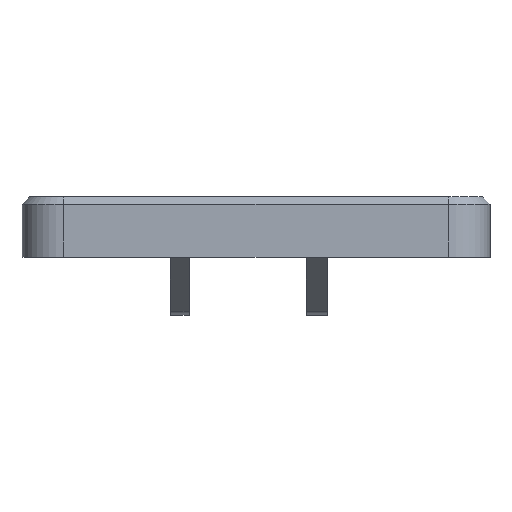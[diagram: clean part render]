
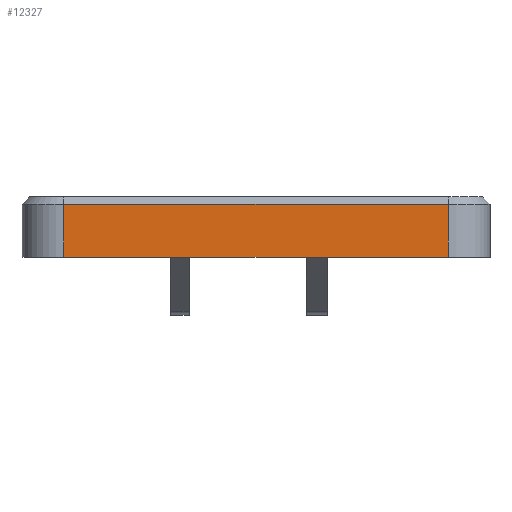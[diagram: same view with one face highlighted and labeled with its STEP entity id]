
A CAD part, left-side view. The second image highlights one B-rep face of the part: STEP entity #12327.
In plain terms, the highlighted planar face has unit normal (-1, 0, 0).
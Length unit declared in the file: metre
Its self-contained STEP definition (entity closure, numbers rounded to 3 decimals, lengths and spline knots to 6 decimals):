
#3111=ORIENTED_EDGE('',*,*,#5313,.T.);
#3112=ORIENTED_EDGE('',*,*,#5314,.T.);
#3113=ORIENTED_EDGE('',*,*,#5315,.T.);
#3114=ORIENTED_EDGE('',*,*,#3712,.F.);
#3712=EDGE_CURVE('',#5474,#5475,#6646,.T.);
#5313=EDGE_CURVE('',#5474,#6587,#8160,.F.);
#5314=EDGE_CURVE('',#6587,#6588,#8161,.T.);
#5315=EDGE_CURVE('',#6588,#5475,#8162,.T.);
#5474=VERTEX_POINT('',#16161);
#5475=VERTEX_POINT('',#16163);
#6587=VERTEX_POINT('',#19328);
#6588=VERTEX_POINT('',#19332);
#6646=LINE('',#16162,#8294);
#8160=LINE('',#19329,#9808);
#8161=LINE('',#19331,#9809);
#8162=LINE('',#19333,#9810);
#8294=VECTOR('',#13148,1.);
#9808=VECTOR('',#15726,1.);
#9809=VECTOR('',#15729,1.);
#9810=VECTOR('',#15730,1.);
#10522=EDGE_LOOP('',(#3111,#3112,#3113,#3114));
#11236=FACE_BOUND('',#10522,.T.);
#11803=PLANE('',#12995);
#12327=ADVANCED_FACE('',(#11236),#11803,.T.);
#12995=AXIS2_PLACEMENT_3D('',#19330,#15727,#15728);
#13148=DIRECTION('',(0.,1.,0.));
#15726=DIRECTION('',(0.,0.,-1.));
#15727=DIRECTION('',(-1.,0.,0.));
#15728=DIRECTION('',(0.,-1.,0.));
#15729=DIRECTION('',(0.,1.,0.));
#15730=DIRECTION('',(0.,0.,-1.));
#16161=CARTESIAN_POINT('',(-0.0461,-0.02551,0.008715));
#16162=CARTESIAN_POINT('',(-0.0461,-0.00001,0.008715));
#16163=CARTESIAN_POINT('',(-0.0461,0.02549,0.008715));
#19328=CARTESIAN_POINT('',(-0.0461,-0.02551,0.015715));
#19329=CARTESIAN_POINT('',(-0.0461,-0.02551,0.016715));
#19330=CARTESIAN_POINT('',(-0.0461,-0.00001,0.014715));
#19331=CARTESIAN_POINT('',(-0.0461,-0.00001,0.015715));
#19332=CARTESIAN_POINT('',(-0.0461,0.02549,0.015715));
#19333=CARTESIAN_POINT('',(-0.0461,0.02549,0.014715));
